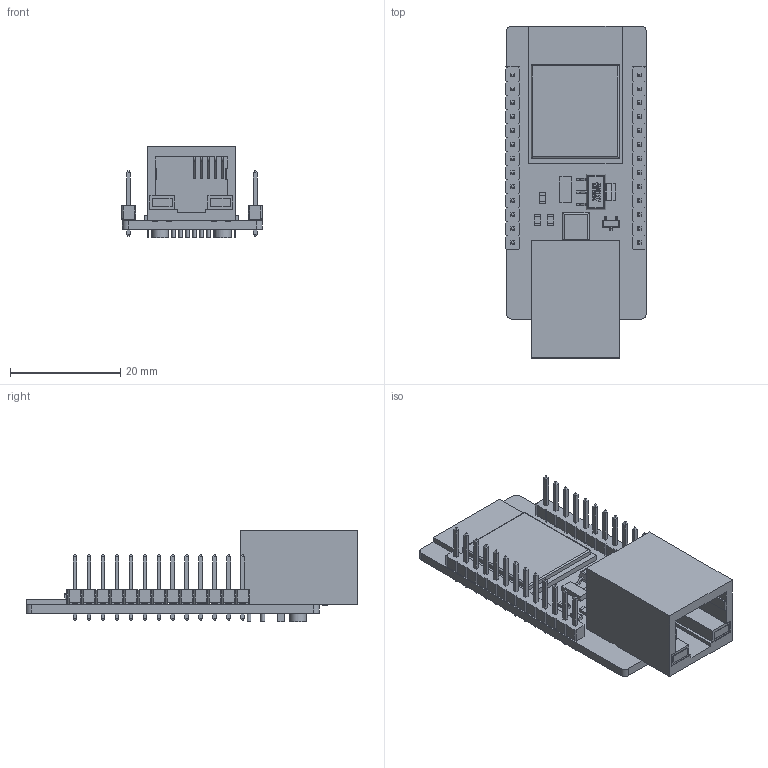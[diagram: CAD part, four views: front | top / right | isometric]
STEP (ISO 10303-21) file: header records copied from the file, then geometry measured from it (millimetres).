
FILE_DESCRIPTION(/* description */ (''),/* implementation_level */ '2;1');
FILE_NAME(/* name */ 'WT32-ESP01 v2.step',/* time_stamp */ '2021-06-16T13:25:20+01:00',/* author */ (''),/* organization */ (''),/* preprocessor_version */ 'ST-DEVELOPER v18.1',/* originating_system */ 'Autodesk Translation Framework v10.9.0.1377',/* authorisation */ '');
FILE_SCHEMA (('AUTOMOTIVE_DESIGN { 1 0 10303 214 3 1 1 }'));
Length unit declared in the file: millimetre
Products named in the file (7): WT32-ESP01; res_1206; AMS1117; 0805; SOT23SMD; 13WayHeader; HY911130A
Assembly tree (9 placements, depth 2):
  WT32-ESP01
    13WayHeader  x2
    0805  x3
    res_1206
    AMS1117
    SOT23SMD
    HY911130A
Bounding box: 25.55 x 60.3 x 16.55 mm (x, y, z)
Volume: 6361.2 mm3; surface area: 8883.1 mm2
Topology: 43 solids, 43 shells, 1236 faces, 3034 edges, 1978 vertices
Faces by surface type: plane 1127, cylinder 83, bspline 26
Full cylindrical faces by diameter (mm): 0.7 x10, 0.9 x4, 3 x2
Entity records: 26209 total; most frequent: CARTESIAN_POINT 6124, ORIENTED_EDGE 4088, DIRECTION 3761, EDGE_CURVE 2044, LINE 1681, VECTOR 1681, VERTEX_POINT 1370, AXIS2_PLACEMENT_3D 1040
